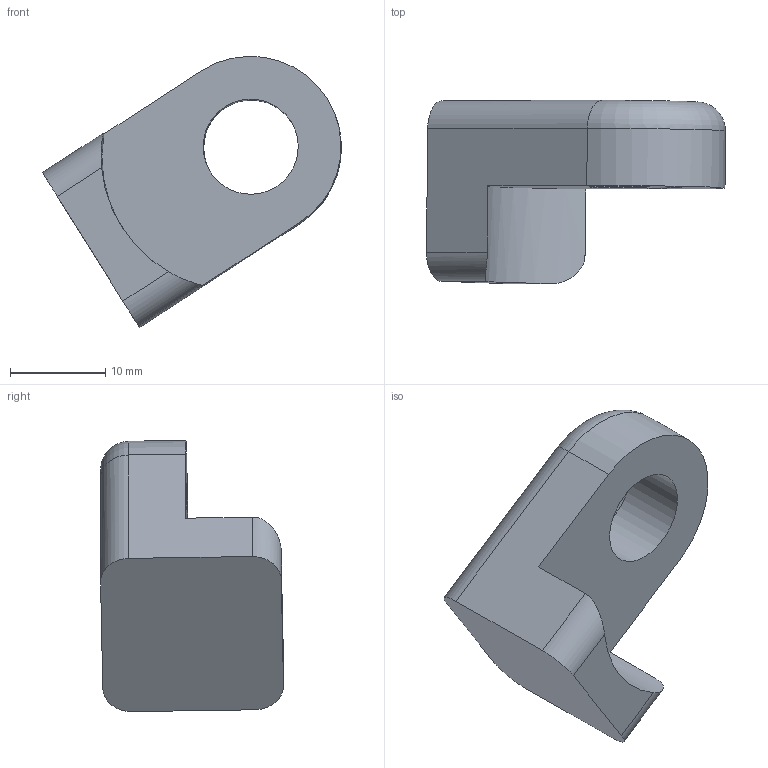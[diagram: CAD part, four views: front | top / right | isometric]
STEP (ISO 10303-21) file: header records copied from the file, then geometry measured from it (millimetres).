
FILE_DESCRIPTION(('FreeCAD Model'),'2;1');
FILE_NAME('Tête hauban gauche.step', '2020-09-14T11:37:29',('Author'),(''), 'Open CASCADE STEP processor 7.3','FreeCAD','Unknown');
FILE_SCHEMA(('AUTOMOTIVE_DESIGN { 1 0 10303 214 1 1 1 1 }'));
Length unit declared in the file: millimetre
Products named in the file (1): T皻e_hauban_(Mirror_#5)
Bounding box: 31.43 x 19.23 x 28.51 mm (x, y, z)
Volume: 4707.9 mm3; surface area: 2415.8 mm2
Topology: 1 solids, 1 shells, 16 faces, 39 edges, 25 vertices
Faces by surface type: cylinder 8, plane 7, torus 1
Full cylindrical faces by diameter (mm): 10 x1, 13 x1
Entity records: 1302 total; most frequent: CARTESIAN_POINT 514, DIRECTION 140, ORIENTED_EDGE 78, PCURVE 78, DEFINITIONAL_REPRESENTATION 78, LINE 72, VECTOR 72, EDGE_CURVE 39
